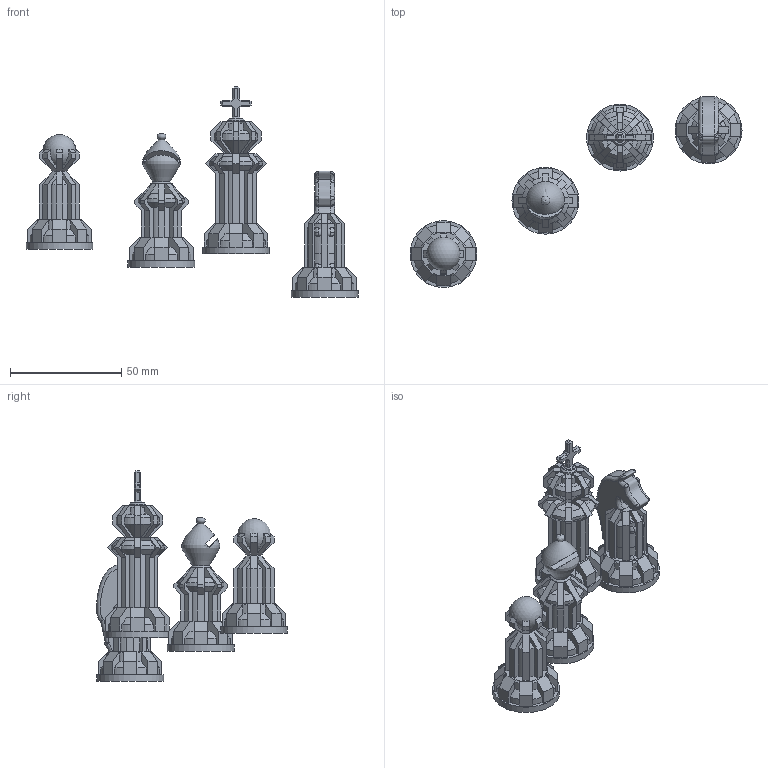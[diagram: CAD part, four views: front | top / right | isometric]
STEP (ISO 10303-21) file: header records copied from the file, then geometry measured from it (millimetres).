
FILE_DESCRIPTION(/* description */ ('STEP AP242','CAx-IF Rec.Pracs.---Representation and Presentation of Product Manufacturing Information (PMI)---4.0---2014-10-13','CAx-IF Rec.Pracs.---3D Tessellated Geometry---0.4---2014-09-14','2;1'),/* implementation_level */ '2;1');
FILE_NAME(/* name */ '6675c540fc7fb760f665fe51',/* time_stamp */ '2024-06-21T18:24:01Z',/* author */ (''),/* organization */ (''),/* preprocessor_version */ 'ST-DEVELOPER v20',/* originating_system */ ' ',/* authorisation */ ' ');
FILE_SCHEMA (('AP242_MANAGED_MODEL_BASED_3D_ENGINEERING_MIM_LF { 1 0 10303 442 1 1 4 }'));
Length unit declared in the file: metre
Products named in the file (5): Assembly 1; Black Bishop; Black Knight; Black Pawn; Black King
Assembly tree (4 placements, depth 2):
  Assembly 1
    Black Bishop
    Black Knight
    Black Pawn
    Black King
Bounding box: 148.96 x 85.67 x 94.51 mm (x, y, z)
Volume: 62675.8 mm3; surface area: 23643.9 mm2
Topology: 4 solids, 6 shells, 861 faces, 2391 edges, 1541 vertices
Faces by surface type: plane 568, cylinder 125, cone 110, bspline 55, sphere 3
Full cylindrical faces by diameter (mm): 7.5 x1, 30 x4
Entity records: 37645 total; most frequent: CARTESIAN_POINT 14058, ORIENTED_EDGE 4734, DIRECTION 4002, EDGE_CURVE 2367, LINE 1608, VECTOR 1608, VERTEX_POINT 1538, AXIS2_PLACEMENT_3D 1197
